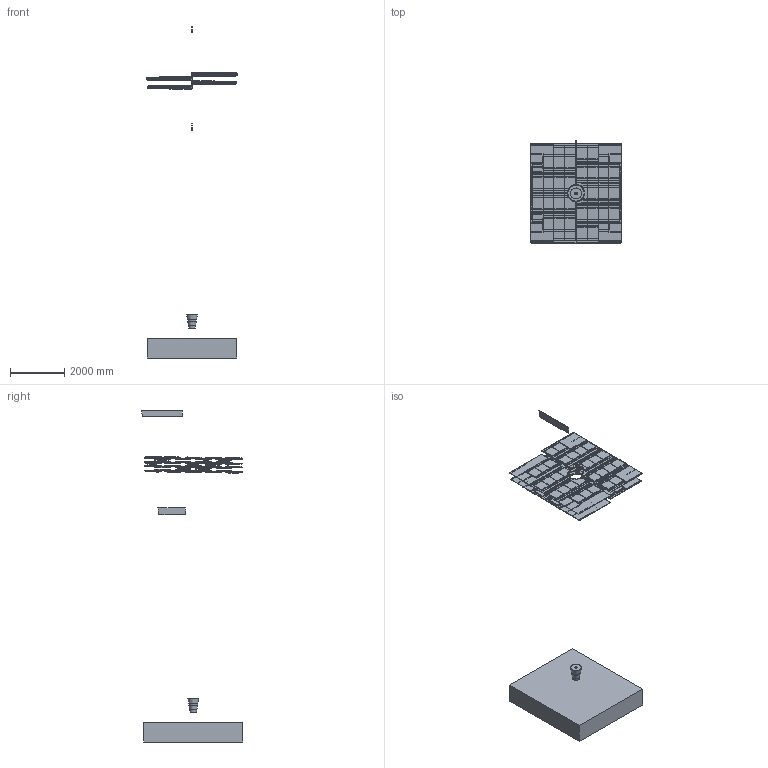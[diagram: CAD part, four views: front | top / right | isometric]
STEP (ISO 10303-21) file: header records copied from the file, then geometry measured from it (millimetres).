
FILE_DESCRIPTION(('FreeCAD Model'),'2;1');
FILE_NAME('DDIP.step','2020-09-21T16:52:20',('Author'),(''), 'Open CASCADE STEP processor 7.4','FreeCAD','Unknown');
FILE_SCHEMA(('AUTOMOTIVE_DESIGN { 1 0 10303 214 1 1 1 1 }'));
Length unit declared in the file: millimetre
Products named in the file (310): DDIP; union_shDDIP; DHanger1; intersection_shHanger1; DHanger2; intersection_shHanger2; SC05I; SLA13; S05V; GDMLBox_S05V0x1; SC5D; intersection_compositeC5D; SC5X; subtraction_composite5X; SC5C; subtraction_composite5C; SC5N; subtraction_composite5N; SC5I; subtraction_composite5I; SC5P; subtraction_composite5P; SC5H; subtraction_composite5H; SC5G; subtraction_composite5G; SC5B; subtraction_composite5B; S05E; GDMLBox_S05E0x1; S05X; GDMLBox_S05X0x1; S05C; GDMLBox_S05C0x1; S05N; GDMLBox_S05N0x1; S05I; GDMLBox_S05I0x1; S05P; GDMLBox_S05P0x1 ...
Assembly tree (794 placements, depth 8):
  DDIP
    union_shDDIP
    DHanger1
      intersection_shHanger1
    DHanger2
      intersection_shHanger2
    SC05I
      SLA13
        S05V
          GDMLBox_S05V0x1
        SC5D
          intersection_compositeC5D
        SC5X  x2
          subtraction_composite5X
          SC5C
            subtraction_composite5C
            SC5N
              subtraction_composite5N
        SC5I
          subtraction_composite5I
          SC5P
            subtraction_composite5P
            SC5H
              subtraction_composite5H
              SC5G
                subtraction_composite5G
            SC5B  x2
              subtraction_composite5B
              S05E
                GDMLBox_S05E0x1
        S05X  x4
          GDMLBox_S05X0x1
          S05C
            GDMLBox_S05C0x1
            S05N
              GDMLBox_S05N0x1
        S05I  x2
          GDMLBox_S05I0x1
          S05P
            GDMLBox_S05P0x1
            S05H
              GDMLBox_S05H0x1
              S05G
                GDMLBox_S05G0x1
            S05B  x2
              GDMLBox_S05B0x1
              S05E
                GDMLBox_S05E0x1
        SB5X  x2
          GDMLBox_SB5X0x1
          SB5C
            GDMLBox_SB5C0x1
            SB5N
              GDMLBox_SB5N0x1
        SB5I
          GDMLBox_SB5I0x1
          SB5P
            GDMLBox_SB5P0x1
            SB5H
              GDMLBox_SB5H0x1
Bounding box: 3340 x 3733.29 x 12204 mm (x, y, z)
Volume: 10498710882 mm3; surface area: 628773863.7 mm2
Topology: 5245 solids, 5245 shells, 31697 faces, 63605 edges, 42399 vertices
Faces by surface type: plane 31463, cylinder 223, cone 11
Full cylindrical faces by diameter (mm): 60 x2, 403.892 x1
Entity records: 57880 total; most frequent: DIRECTION 8880, CARTESIAN_POINT 8768, LINE 4992, VECTOR 4992, ORIENTED_EDGE 3706, PCURVE 3706, DEFINITIONAL_REPRESENTATION 3706, AXIS2_PLACEMENT_3D 1863
